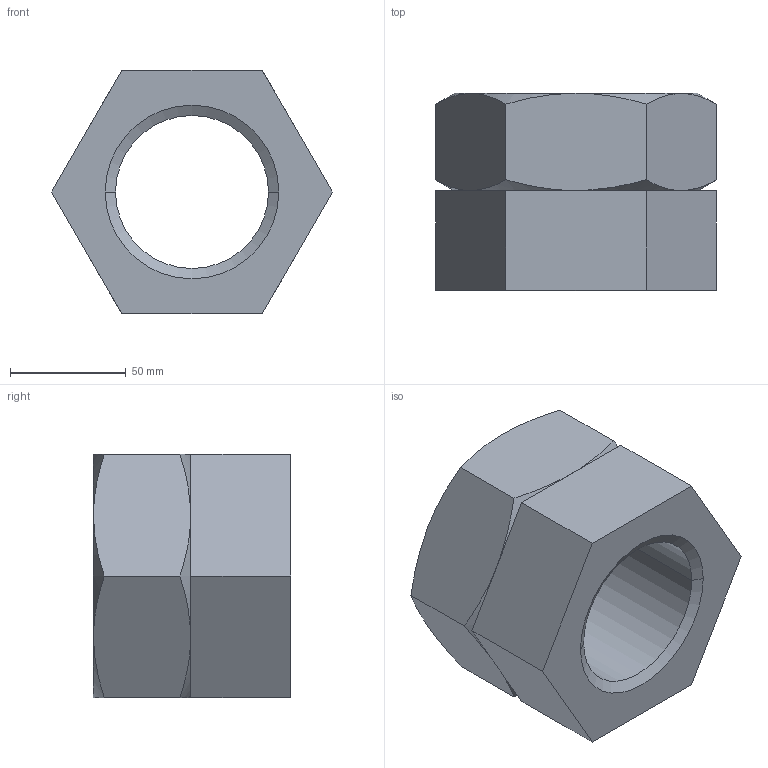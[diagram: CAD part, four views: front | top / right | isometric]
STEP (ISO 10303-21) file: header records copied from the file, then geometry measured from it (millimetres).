
FILE_DESCRIPTION((''),'2;1');
FILE_NAME('0RBSC072_____0','2019-10-29T14:07:37',('kim.bk'),(''),'CREO PARAMETRIC BY PTC INC, 2019010','CREO PARAMETRIC BY PTC INC, 2019010','');
FILE_SCHEMA(('CONFIG_CONTROL_DESIGN'));
Length unit declared in the file: millimetre
Products named in the file (1): 0RBSC072_____0
Bounding box: 121.24 x 85.1 x 105 mm (x, y, z)
Volume: 515716.3 mm3; surface area: 81729.3 mm2
Topology: 2 solids, 2 shells, 282 faces, 773 edges, 512 vertices
Faces by surface type: plane 258, cone 20, cylinder 4
Entity records: 8909 total; most frequent: CARTESIAN_POINT 1711, ORIENTED_EDGE 1546, DIRECTION 1345, EDGE_CURVE 773, VECTOR 717, LINE 717, VERTEX_POINT 512, AXIS2_PLACEMENT_3D 314
